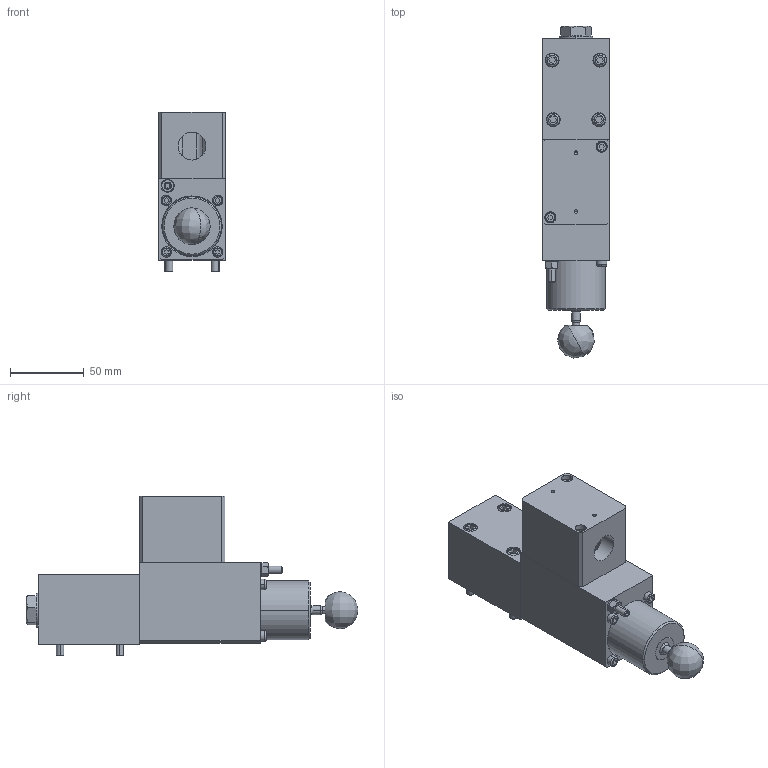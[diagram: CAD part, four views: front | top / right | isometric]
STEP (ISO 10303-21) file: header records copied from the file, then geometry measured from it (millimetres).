
FILE_DESCRIPTION (( 'STEP AP214' ), '1' );
FILE_NAME ('4ed6-800700-1bob-a1.STEP', '2016-01-20T06:43:21', ( '' ), ( '' ), 'SwSTEP 2.0', 'SolidWorks 2012', '' );
FILE_SCHEMA (( 'AUTOMOTIVE_DESIGN' ));
Length unit declared in the file: millimetre
Products named in the file (1): 4ed6-800700-1bob-a1
Bounding box: 45 x 225.67 x 108.5 mm (x, y, z)
Volume: 384366.6 mm3; surface area: 113476.8 mm2
Topology: 22 solids, 22 shells, 789 faces, 1876 edges, 1167 vertices
Faces by surface type: cylinder 298, plane 239, cone 127, bspline 78, torus 47
Entity records: 41760 total; most frequent: CARTESIAN_POINT 15018, DIRECTION 3698, ORIENTED_EDGE 3660, EDGE_CURVE 1830, AXIS2_PLACEMENT_3D 1473, VERTEX_POINT 1167, EDGE_LOOP 923, UNCERTAINTY_MEASURE_WITH_UNIT 813
